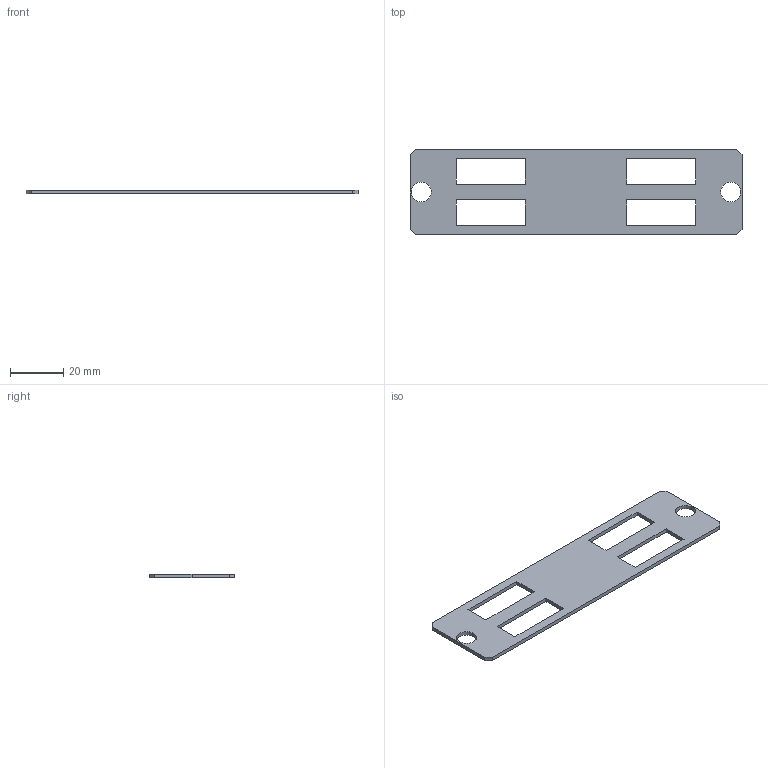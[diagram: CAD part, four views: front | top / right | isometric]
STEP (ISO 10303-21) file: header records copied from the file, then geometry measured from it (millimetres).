
FILE_DESCRIPTION (( 'STEP AP203' ), '1' );
FILE_NAME ('FOBX-P8-SCDX ITK Ïàíåëü äëÿ 4-åõ îïòè÷åñêèõ àäàïòåðîâ (SC-Duplex â 19 êðîññ).STEP', '2017-09-12T11:08:48', ( '' ), ( '' ), 'SwSTEP 2.0', 'SolidWorks 2014', '' );
FILE_SCHEMA (( 'CONFIG_CONTROL_DESIGN' ));
Length unit declared in the file: millimetre
Products named in the file (2): FOBX-P8-SCDX ITK Ïàíåëü äëÿ 4-åõ îïòè÷åñêèõ àäàïòåðîâ (SC-Duplex â 19 êðîññ)
Bounding box: 125 x 32 x 1.5 mm (x, y, z)
Volume: 4373.5 mm3; surface area: 6791.9 mm2
Topology: 1 solids, 1 shells, 30 faces, 84 edges, 56 vertices
Faces by surface type: plane 26, cylinder 4
Entity records: 1135 total; most frequent: CARTESIAN_POINT 172, ORIENTED_EDGE 168, DIRECTION 156, EDGE_CURVE 84, LINE 76, VECTOR 76, VERTEX_POINT 56, EDGE_LOOP 42
